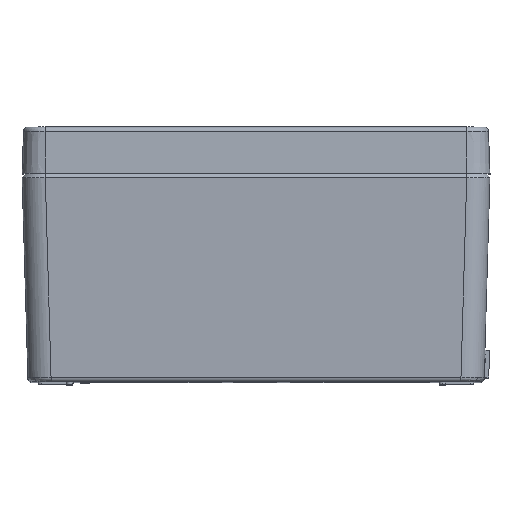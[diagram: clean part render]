
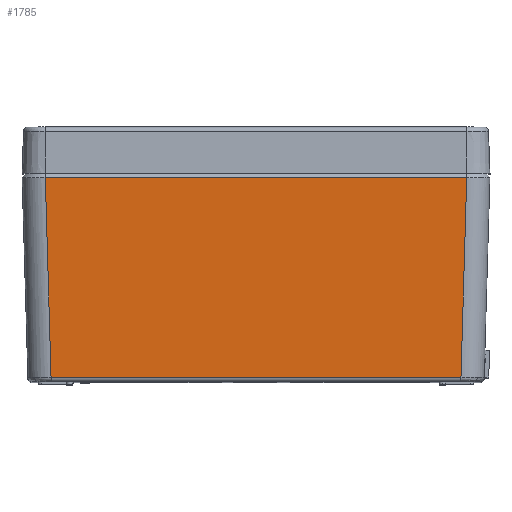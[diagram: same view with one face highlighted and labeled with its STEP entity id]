
A CAD part, top view. The second image highlights one B-rep face of the part: STEP entity #1785.
In plain terms, the highlighted planar face has unit normal (0, -0.029, 1).
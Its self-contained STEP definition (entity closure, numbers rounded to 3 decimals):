
#1785 = ADVANCED_FACE ( 'NONE', ( #50983 ), #25631, .T. ) ;
#9557 = VERTEX_POINT ( 'NONE', #55177 ) ;
#12587 = VERTEX_POINT ( 'NONE', #55540 ) ;
#12589 = VERTEX_POINT ( 'NONE', #55541 ) ;
#12591 = VERTEX_POINT ( 'NONE', #55542 ) ;
#24419 = AXIS2_PLACEMENT_3D ( 'NONE', #25632, #25633, #25634 ) ;
#25631 = PLANE ( 'NONE',  #24419 ) ;
#25632 = CARTESIAN_POINT ( 'NONE',  ( -101., 0., 116. ) ) ;
#25633 = DIRECTION ( 'NONE',  ( 0., -0.029, 1. ) ) ;
#25634 = DIRECTION ( 'NONE',  ( 0., -1., -0.029 ) ) ;
#27365 = ORIENTED_EDGE ( 'NONE', *, *, #44110, .T. ) ;
#27366 = ORIENTED_EDGE ( 'NONE', *, *, #44111, .T. ) ;
#27367 = ORIENTED_EDGE ( 'NONE', *, *, #44109, .T. ) ;
#27368 = ORIENTED_EDGE ( 'NONE', *, *, #44112, .T. ) ;
#32158 = LINE ( 'NONE', #35091, #33819 ) ;
#32159 = LINE ( 'NONE', #35093, #33820 ) ;
#32160 = LINE ( 'NONE', #35095, #33821 ) ;
#32161 = LINE ( 'NONE', #35097, #33822 ) ;
#33819 = VECTOR ( 'NONE', #35092, 1000. ) ;
#33820 = VECTOR ( 'NONE', #35094, 1000. ) ;
#33821 = VECTOR ( 'NONE', #35096, 1000. ) ;
#33822 = VECTOR ( 'NONE', #35098, 1000. ) ;
#35091 = CARTESIAN_POINT ( 'NONE',  ( -101., -1.799, 115.948 ) ) ;
#35092 = DIRECTION ( 'NONE',  ( -1., 0., 0. ) ) ;
#35093 = CARTESIAN_POINT ( 'NONE',  ( 90.844, -5.538, 115.84 ) ) ;
#35094 = DIRECTION ( 'NONE',  ( 0.029, 0.999, 0.029 ) ) ;
#35095 = CARTESIAN_POINT ( 'NONE',  ( -91.012, 0.288, 116.008 ) ) ;
#35096 = DIRECTION ( 'NONE',  ( 0.029, -0.999, -0.029 ) ) ;
#35097 = CARTESIAN_POINT ( 'NONE',  ( 88.404, -88.058, 113.456 ) ) ;
#35098 = DIRECTION ( 'NONE',  ( 1., 0., 0. ) ) ;
#44109 = EDGE_CURVE ( 'NONE', #12587, #12589, #32158, .T. ) ;
#44110 = EDGE_CURVE ( 'NONE', #9557, #12587, #32159, .T. ) ;
#44111 = EDGE_CURVE ( 'NONE', #12589, #12591, #32160, .T. ) ;
#44112 = EDGE_CURVE ( 'NONE', #12591, #9557, #32161, .T. ) ;
#46597 = EDGE_LOOP ( 'NONE', ( #27365, #27367, #27366, #27368 ) ) ;
#50983 = FACE_OUTER_BOUND ( 'NONE', #46597, .T. ) ;
#55177 = CARTESIAN_POINT ( 'NONE',  ( 88.46, -88.058, 113.456 ) ) ;
#55540 = CARTESIAN_POINT ( 'NONE',  ( 90.952, -1.799, 115.948 ) ) ;
#55541 = CARTESIAN_POINT ( 'NONE',  ( -90.952, -1.799, 115.948 ) ) ;
#55542 = CARTESIAN_POINT ( 'NONE',  ( -88.46, -88.058, 113.456 ) ) ;
